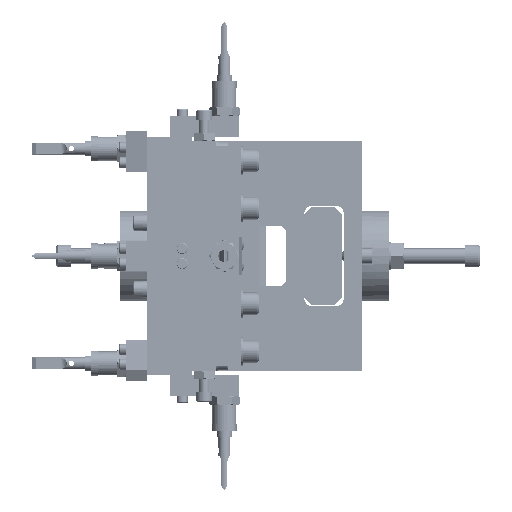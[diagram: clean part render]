
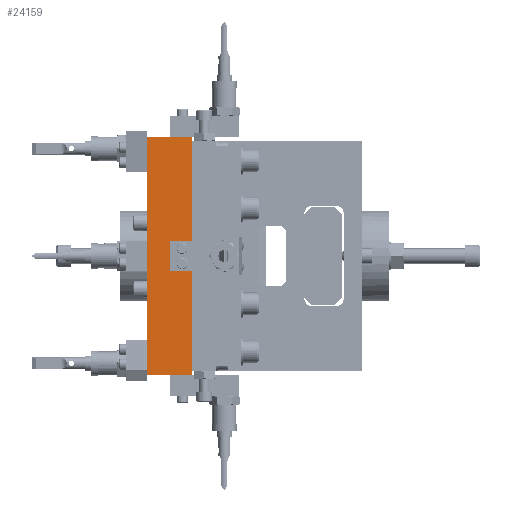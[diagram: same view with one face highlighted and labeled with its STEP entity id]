
A CAD part, left-side view. The second image highlights one B-rep face of the part: STEP entity #24159.
In plain terms, the highlighted planar face has unit normal (-1, 0, 0).
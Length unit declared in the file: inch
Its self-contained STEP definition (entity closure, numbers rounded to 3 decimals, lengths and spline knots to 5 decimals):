
#1647 = CARTESIAN_POINT ( 'NONE',  ( -8.66142, -0.75, 1.9685 ) ) ;
#1648 = DIRECTION ( 'NONE',  ( 0., 0., 1. ) ) ;
#2009 = CARTESIAN_POINT ( 'NONE',  ( -8.66142, -0.58661, 0.125 ) ) ;
#2010 = DIRECTION ( 'NONE',  ( -1., 0., 0. ) ) ;
#2011 = DIRECTION ( 'NONE',  ( 0., 0., 1. ) ) ;
#2127 = CARTESIAN_POINT ( 'NONE',  ( -8.66142, -0.58661, -0.125 ) ) ;
#2128 = DIRECTION ( 'NONE',  ( -1., 0., 0. ) ) ;
#2129 = DIRECTION ( 'NONE',  ( 0., 0., 1. ) ) ;
#8082 = CARTESIAN_POINT ( 'NONE',  ( -8.66142, -0.75, 1.9685 ) ) ;
#8083 = PLANE ( 'NONE',  #37980 ) ;
#8094 = DIRECTION ( 'NONE',  ( -1., 0., 0. ) ) ;
#8149 = DIRECTION ( 'NONE',  ( 0., 0., 1. ) ) ;
#10141 = LINE ( 'NONE', #1647, #10144 ) ;
#10144 = VECTOR ( 'NONE', #1648, 39.37008 ) ;
#10348 = CIRCLE ( 'NONE', #11460, 0.0445 ) ;
#10414 = CIRCLE ( 'NONE', #11482, 0.0445 ) ;
#10664 = CARTESIAN_POINT ( 'NONE',  ( -8.66142, -0.58661, 0.125 ) ) ;
#10665 = DIRECTION ( 'NONE',  ( -1., 0., 0. ) ) ;
#10666 = DIRECTION ( 'NONE',  ( 0., 0., 1. ) ) ;
#10667 = CARTESIAN_POINT ( 'NONE',  ( -8.66142, -0.58661, -0.125 ) ) ;
#10668 = DIRECTION ( 'NONE',  ( -1., 0., 0. ) ) ;
#10669 = DIRECTION ( 'NONE',  ( 0., 0., 1. ) ) ;
#10692 = CARTESIAN_POINT ( 'NONE',  ( -8.66142, -0.75, 1.9685 ) ) ;
#10694 = DIRECTION ( 'NONE',  ( 0., 1., 0. ) ) ;
#10772 = CARTESIAN_POINT ( 'NONE',  ( -8.66142, -0.75, -1.9685 ) ) ;
#10773 = DIRECTION ( 'NONE',  ( 0., 1., 0. ) ) ;
#11275 = AXIS2_PLACEMENT_3D ( 'NONE', #10664, #10665, #10666 ) ;
#11276 = AXIS2_PLACEMENT_3D ( 'NONE', #10667, #10668, #10669 ) ;
#11460 = AXIS2_PLACEMENT_3D ( 'NONE', #2009, #2010, #2011 ) ;
#11482 = AXIS2_PLACEMENT_3D ( 'NONE', #2127, #2128, #2129 ) ;
#12433 = CARTESIAN_POINT ( 'NONE',  ( -8.66142, -0.58661, -0.1695 ) ) ;
#12440 = CARTESIAN_POINT ( 'NONE',  ( -8.66142, -0.58661, -0.0805 ) ) ;
#12463 = CARTESIAN_POINT ( 'NONE',  ( -8.66142, -0.58661, 0.0805 ) ) ;
#12491 = CARTESIAN_POINT ( 'NONE',  ( -8.66142, -0.58661, 0.1695 ) ) ;
#17322 = CIRCLE ( 'NONE', #11275, 0.0445 ) ;
#17326 = CIRCLE ( 'NONE', #11276, 0.0445 ) ;
#17345 = LINE ( 'NONE', #10692, #17350 ) ;
#17350 = VECTOR ( 'NONE', #10694, 39.37008 ) ;
#17436 = LINE ( 'NONE', #10772, #17441 ) ;
#17441 = VECTOR ( 'NONE', #10773, 39.37008 ) ;
#17760 = LINE ( 'NONE', #17859, #17763 ) ;
#17763 = VECTOR ( 'NONE', #17860, 39.37008 ) ;
#17859 = CARTESIAN_POINT ( 'NONE',  ( -8.66142, 0., 1.9685 ) ) ;
#17860 = DIRECTION ( 'NONE',  ( 0., 0., 1. ) ) ;
#19963 = CARTESIAN_POINT ( 'NONE',  ( -8.66142, -0.75, 1.9685 ) ) ;
#20080 = CARTESIAN_POINT ( 'NONE',  ( -8.66142, 0., 1.9685 ) ) ;
#20139 = CARTESIAN_POINT ( 'NONE',  ( -8.66142, -0.75, -1.9685 ) ) ;
#20168 = CARTESIAN_POINT ( 'NONE',  ( -8.66142, 0., -1.9685 ) ) ;
#24159 = ADVANCED_FACE ( 'NONE', ( #29371, #29375, #29372 ), #8083, .T. ) ;
#29371 = FACE_BOUND ( 'NONE', #42403, .T. ) ;
#29372 = FACE_OUTER_BOUND ( 'NONE', #42451, .T. ) ;
#29375 = FACE_BOUND ( 'NONE', #42407, .T. ) ;
#30942 = EDGE_CURVE ( 'NONE', #34516, #34488, #17322, .T. ) ;
#30943 = EDGE_CURVE ( 'NONE', #34465, #34458, #17326, .T. ) ;
#30952 = EDGE_CURVE ( 'NONE', #41434, #41551, #17345, .T. ) ;
#30985 = EDGE_CURVE ( 'NONE', #41610, #41639, #17436, .T. ) ;
#31117 = EDGE_CURVE ( 'NONE', #41639, #41551, #17760, .T. ) ;
#34458 = VERTEX_POINT ( 'NONE', #12433 ) ;
#34465 = VERTEX_POINT ( 'NONE', #12440 ) ;
#34488 = VERTEX_POINT ( 'NONE', #12463 ) ;
#34516 = VERTEX_POINT ( 'NONE', #12491 ) ;
#35542 = ORIENTED_EDGE ( 'NONE', *, *, #30943, .F. ) ;
#35544 = ORIENTED_EDGE ( 'NONE', *, *, #37510, .F. ) ;
#35546 = ORIENTED_EDGE ( 'NONE', *, *, #30942, .F. ) ;
#35548 = ORIENTED_EDGE ( 'NONE', *, *, #37464, .F. ) ;
#35550 = ORIENTED_EDGE ( 'NONE', *, *, #31117, .F. ) ;
#35552 = ORIENTED_EDGE ( 'NONE', *, *, #30985, .F. ) ;
#35554 = ORIENTED_EDGE ( 'NONE', *, *, #37322, .T. ) ;
#35556 = ORIENTED_EDGE ( 'NONE', *, *, #30952, .T. ) ;
#37322 = EDGE_CURVE ( 'NONE', #41610, #41434, #10141, .T. ) ;
#37464 = EDGE_CURVE ( 'NONE', #34488, #34516, #10348, .T. ) ;
#37510 = EDGE_CURVE ( 'NONE', #34458, #34465, #10414, .T. ) ;
#37980 = AXIS2_PLACEMENT_3D ( 'NONE', #8082, #8094, #8149 ) ;
#41434 = VERTEX_POINT ( 'NONE', #19963 ) ;
#41551 = VERTEX_POINT ( 'NONE', #20080 ) ;
#41610 = VERTEX_POINT ( 'NONE', #20139 ) ;
#41639 = VERTEX_POINT ( 'NONE', #20168 ) ;
#42403 = EDGE_LOOP ( 'NONE', ( #35542, #35544 ) ) ;
#42407 = EDGE_LOOP ( 'NONE', ( #35546, #35548 ) ) ;
#42451 = EDGE_LOOP ( 'NONE', ( #35550, #35552, #35554, #35556 ) ) ;
